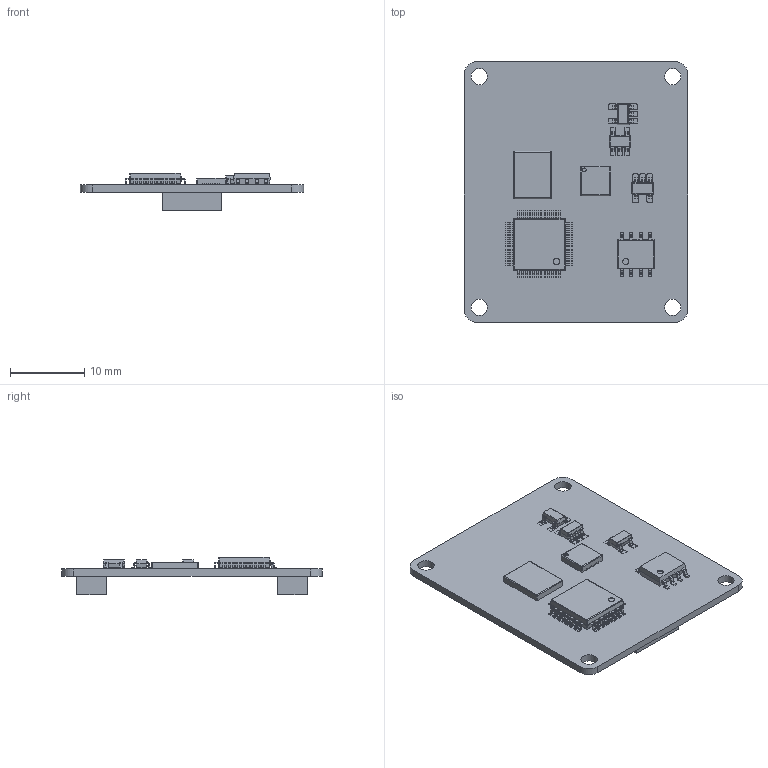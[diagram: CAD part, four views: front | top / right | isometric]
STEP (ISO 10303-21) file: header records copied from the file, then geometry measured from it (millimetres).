
FILE_DESCRIPTION(/* description */ (''),/* implementation_level */ '2;1');
FILE_NAME(/* name */ 'MR60FDA1.step',/* time_stamp */ '2023-03-13T20:06:44-07:00',/* author */ (''),/* organization */ (''),/* preprocessor_version */ 'ST-DEVELOPER v19.2',/* originating_system */ 'Autodesk Translation Framework v11.17.0.187',/* authorisation */ '');
FILE_SCHEMA (('AUTOMOTIVE_DESIGN { 1 0 10303 214 3 1 1 }'));
Length unit declared in the file: millimetre
Products named in the file (37): MR60FDA1 PCB; 2.0mm Headers (M); LQFP48 STM v1; Designator1.step; 5059527424.step; Body.step; Open_CASCADE_STEP_translator_6.8_13.2.1.step_Varsaylan; Open_CASCADE_STEP_translator_6.8_13.1.step_Varsay
lan; Leader.step_Varsaylan; Leader-0.step_Varsaylan; SOIC-8 v1; sot23-5 v3; QFN-20 (4x4x0.9) v1; QFN-20 (4x4x0.9); Part 15; Part 14; Part 13; Part 16; Part 17; Part 22; Part 21; Part 18; Part 19; Part 20; Part 12; Part 11; Part 8; Part 9; Part 10; Part 7; Part 6; Part 3; Part 4; Part 5; Part 2; Part 1; Component37
Assembly tree (84 placements, depth 6):
  MR60FDA1 PCB
    2.0mm Headers (M)
    LQFP48 STM v1
      Designator1.step
        5059527424.step
          Body.step
            Open_CASCADE_STEP_translator_6.8_13.2.1.step_Varsaylan
          Open_CASCADE_STEP_translator_6.8_13.1.step_Varsay
lan
          Leader.step_Varsaylan  x24
          Leader-0.step_Varsaylan  x24
    SOIC-8 v1
    sot23-5 v3  x3
    QFN-20 (4x4x0.9) v1
      QFN-20 (4x4x0.9)
        Part 15
        Part 14
        Part 13
        Part 16
        Part 17
        Part 22
        Part 21
        Part 18
        Part 19
        Part 20
        Part 12
        Part 11
        Part 8
        Part 9
        Part 10
        Part 7
        Part 6
        Part 3
        Part 4
        Part 5
        Part 2
        Part 1
    Component37
Bounding box: 30 x 35 x 5.1 mm (x, y, z)
Volume: 1335.8 mm3; surface area: 2956.9 mm2
Topology: 109 solids, 110 shells, 1922 faces, 4169 edges, 2441 vertices
Faces by surface type: plane 1383, cylinder 479, sphere 52, bspline 8
Full cylindrical faces by diameter (mm): 0.5 x1, 0.8 x1, 0.875 x1, 2.2 x4
Entity records: 19371 total; most frequent: CARTESIAN_POINT 4131, DIRECTION 3038, ORIENTED_EDGE 2712, EDGE_CURVE 1357, AXIS2_PLACEMENT_3D 1022, LINE 994, VECTOR 994, VERTEX_POINT 857
